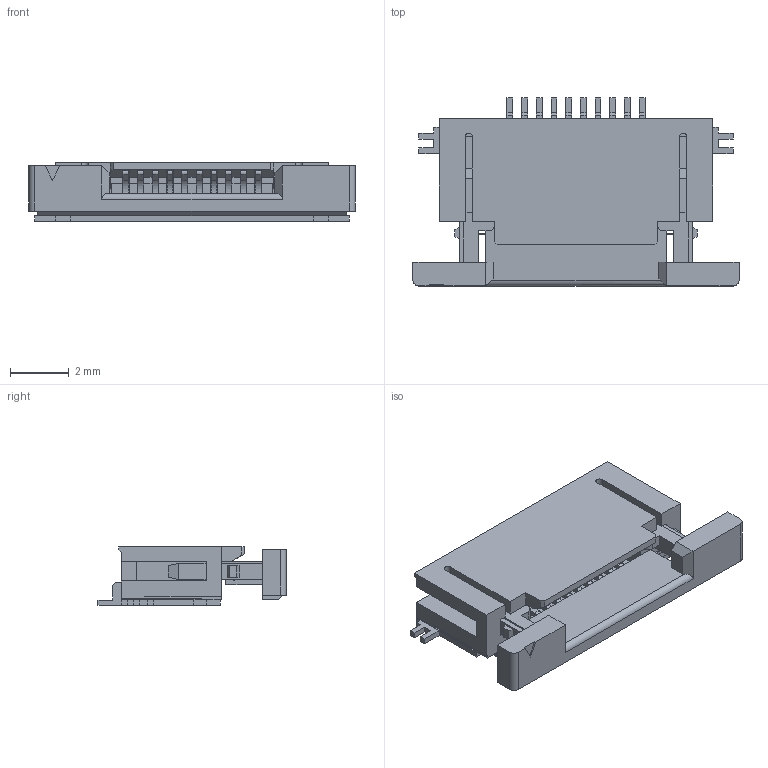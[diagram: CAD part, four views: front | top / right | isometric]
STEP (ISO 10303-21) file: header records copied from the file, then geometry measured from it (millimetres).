
FILE_DESCRIPTION((''),'2;1');
FILE_NAME('MOLEX_52745-1097.stp','2014-11-04T12:57:41',(''),(''),'Mechanical Desktop 2011','Mechanical Desktop 2011',', , ');
FILE_SCHEMA(('AUTOMOTIVE_DESIGN { 1 2 10303 214 1 1 1 1 }'));
Length unit declared in the file: millimetre
Products named in the file (1): Product
Bounding box: 11.1 x 6.4 x 2 mm (x, y, z)
Volume: 57.4 mm3; surface area: 400.8 mm2
Topology: 36 solids, 36 shells, 569 faces, 1511 edges, 1004 vertices
Faces by surface type: plane 434, bspline 85, cylinder 50
Entity records: 17470 total; most frequent: CARTESIAN_POINT 3354, ORIENTED_EDGE 3022, DIRECTION 2587, EDGE_CURVE 1511, VECTOR 1405, LINE 1405, VERTEX_POINT 1004, AXIS2_PLACEMENT_3D 591
